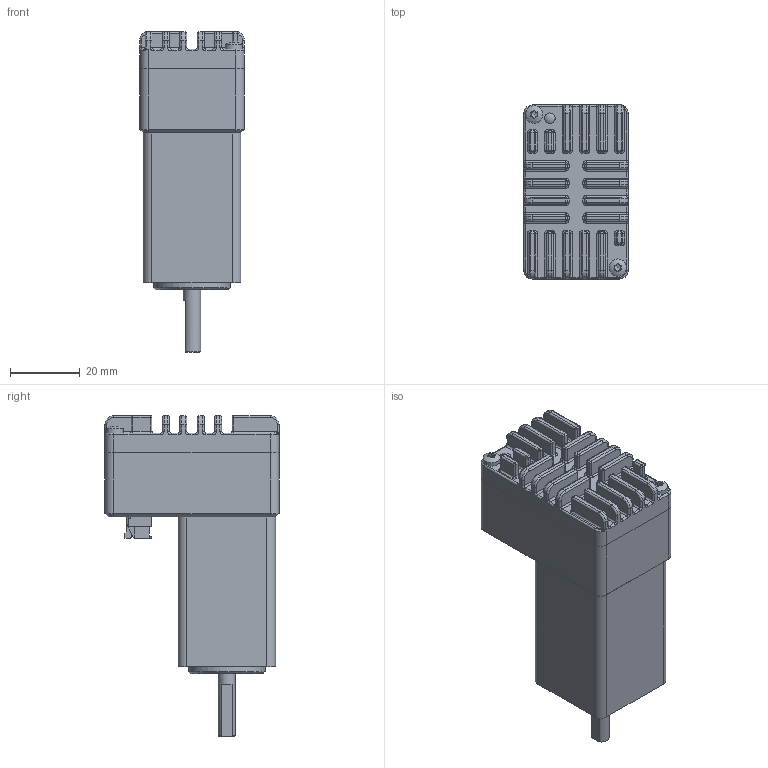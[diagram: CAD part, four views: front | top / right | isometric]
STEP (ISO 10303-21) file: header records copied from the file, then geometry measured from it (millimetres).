
FILE_DESCRIPTION (( 'STEP AP203' ), '1' );
FILE_NAME ('MD28AIS72-24-C00140-B1-7-1C.STEP', '2025-03-19T05:16:46', ( '¼¼Êõ03' ), ( 'HP Inc.' ), 'SwSTEP 2.0', 'SolidWorks 2020', '' );
FILE_SCHEMA (( 'CONFIG_CONTROL_DESIGN' ));
Length unit declared in the file: millimetre
Products named in the file (1): MD28AIS72-24-C00140-B1-7-1C
Bounding box: 30 x 50 x 92.1 mm (x, y, z)
Volume: 32608.2 mm3; surface area: 30071.2 mm2
Topology: 10 solids, 10 shells, 1293 faces, 3315 edges, 2026 vertices
Faces by surface type: plane 681, cylinder 404, torus 118, sphere 49, cone 37, bspline 4
Full cylindrical faces by diameter (mm): 1.5 x2, 1.6 x2, 2.05 x10, 2.165 x2, 2.5 x2, 2.6 x2, 3 x4, 5 x5, 5.5 x1, 8 x2, 9 x1, 11.6 x1, 13 x1, 18 x1, 22 x3, 24.5 x1, 25 x1, 26 x1
Entity records: 38188 total; most frequent: CARTESIAN_POINT 6964, DIRECTION 6631, ORIENTED_EDGE 6330, EDGE_CURVE 3165, AXIS2_PLACEMENT_3D 2232, VECTOR 2167, LINE 2167, VERTEX_POINT 1997
